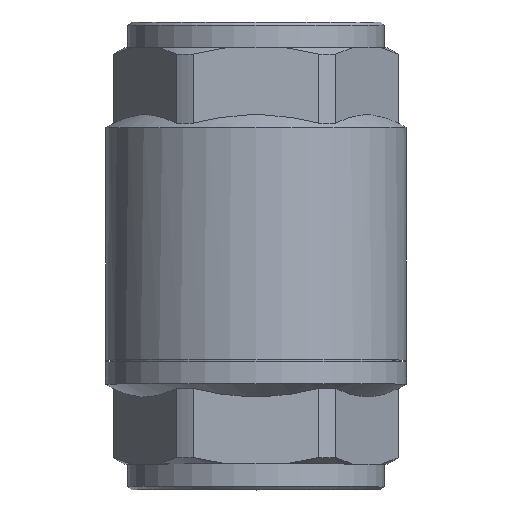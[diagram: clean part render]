
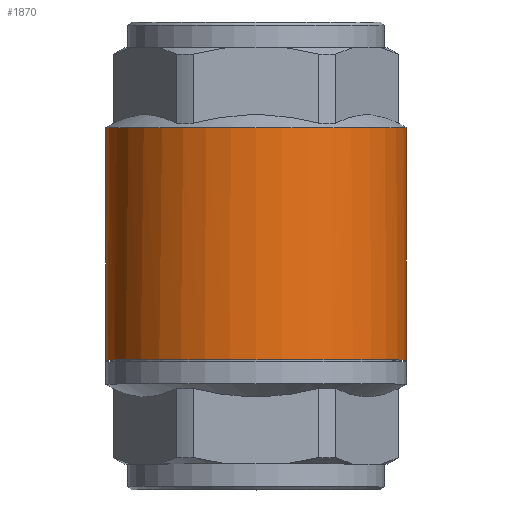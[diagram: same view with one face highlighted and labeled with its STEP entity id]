
A CAD part, top view. The second image highlights one B-rep face of the part: STEP entity #1870.
In plain terms, the highlighted cylindrical face has radius 23.5 mm (diameter 47 mm), a full revolution.
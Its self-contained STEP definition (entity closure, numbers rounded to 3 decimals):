
#616=ORIENTED_EDGE('',*,*,#714,.F.);
#617=ORIENTED_EDGE('',*,*,#805,.T.);
#714=EDGE_CURVE('',#870,#870,#972,.T.);
#805=EDGE_CURVE('',#931,#931,#1009,.F.);
#870=VERTEX_POINT('',#2685);
#931=VERTEX_POINT('',#2947);
#972=CIRCLE('',#1957,23.5);
#1009=CIRCLE('',#2032,23.5);
#1106=EDGE_LOOP('',(#616));
#1107=EDGE_LOOP('',(#617));
#1206=FACE_BOUND('',#1106,.T.);
#1207=FACE_BOUND('',#1107,.T.);
#1228=CYLINDRICAL_SURFACE('',#2033,23.5);
#1870=ADVANCED_FACE('',(#1206,#1207),#1228,.T.);
#1957=AXIS2_PLACEMENT_3D('',#2684,#2227,#2228);
#2032=AXIS2_PLACEMENT_3D('',#2946,#2407,#2408);
#2033=AXIS2_PLACEMENT_3D('',#2948,#2409,#2410);
#2227=DIRECTION('',(0.,-1.,0.));
#2228=DIRECTION('',(0.,0.,-1.));
#2407=DIRECTION('',(0.,1.,0.));
#2408=DIRECTION('',(0.,0.,1.));
#2409=DIRECTION('',(0.,1.,0.));
#2410=DIRECTION('',(0.,0.,1.));
#2684=CARTESIAN_POINT('',(0.,-16.25,0.));
#2685=CARTESIAN_POINT('',(0.,-16.25,-23.5));
#2946=CARTESIAN_POINT('',(0.,20.,0.));
#2947=CARTESIAN_POINT('',(0.,20.,23.5));
#2948=CARTESIAN_POINT('',(0.,-22.,0.));
